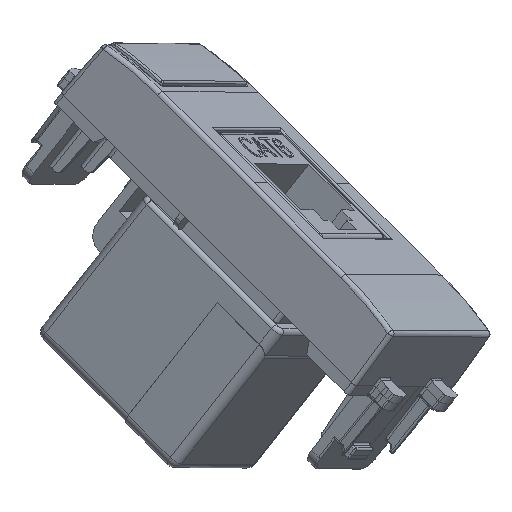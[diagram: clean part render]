
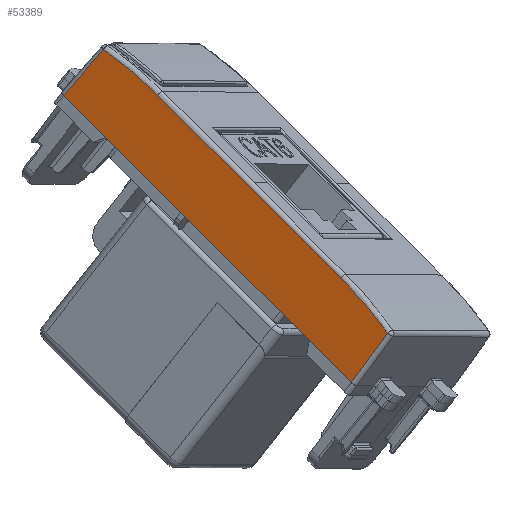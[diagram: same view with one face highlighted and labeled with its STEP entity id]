
A CAD part, isometric view. The second image highlights one B-rep face of the part: STEP entity #53389.
In plain terms, the highlighted face is planar.
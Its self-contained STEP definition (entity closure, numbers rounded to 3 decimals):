
#53334=CARTESIAN_POINT('Axis2P3D Location',(0.,11.175,1.275)) ;
#53340=CARTESIAN_POINT('Control Point',(-21.95,11.175,1.275)) ;
#53341=CARTESIAN_POINT('Control Point',(-21.669,11.063,7.713)) ;
#53342=CARTESIAN_POINT('Vertex',(-21.669,11.063,7.713)) ;
#53344=CARTESIAN_POINT('Vertex',(-21.95,11.175,1.275)) ;
#53348=CARTESIAN_POINT('Control Point',(-13.969,11.051,8.384)) ;
#53349=CARTESIAN_POINT('Control Point',(-16.549,11.051,8.384)) ;
#53350=CARTESIAN_POINT('Control Point',(-19.128,11.055,8.159)) ;
#53351=CARTESIAN_POINT('Control Point',(-21.669,11.063,7.713)) ;
#53352=CARTESIAN_POINT('Vertex',(-13.969,11.051,8.384)) ;
#53355=CARTESIAN_POINT('Line Origine',(0.,11.051,8.384)) ;
#53359=CARTESIAN_POINT('Vertex',(13.969,11.051,8.384)) ;
#53363=CARTESIAN_POINT('Control Point',(21.669,11.063,7.713)) ;
#53364=CARTESIAN_POINT('Control Point',(19.128,11.055,8.159)) ;
#53365=CARTESIAN_POINT('Control Point',(16.549,11.051,8.384)) ;
#53366=CARTESIAN_POINT('Control Point',(13.969,11.051,8.384)) ;
#53367=CARTESIAN_POINT('Vertex',(21.669,11.063,7.713)) ;
#53371=CARTESIAN_POINT('Control Point',(21.95,11.175,1.275)) ;
#53372=CARTESIAN_POINT('Control Point',(21.669,11.063,7.713)) ;
#53373=CARTESIAN_POINT('Vertex',(21.95,11.175,1.275)) ;
#53376=CARTESIAN_POINT('Line Origine',(0.,11.175,1.275)) ;
#53335=DIRECTION('Axis2P3D Direction',(0.,-1.,-0.017)) ;
#53336=DIRECTION('Axis2P3D XDirection',(-1.,0.,0.)) ;
#53356=DIRECTION('Vector Direction',(-1.,0.,0.)) ;
#53377=DIRECTION('Vector Direction',(-1.,0.,0.)) ;
#53337=AXIS2_PLACEMENT_3D('Plane Axis2P3D',#53334,#53335,#53336) ;
#53382=ORIENTED_EDGE('',*,*,#53346,.F.) ;
#53383=ORIENTED_EDGE('',*,*,#53354,.F.) ;
#53384=ORIENTED_EDGE('',*,*,#53361,.F.) ;
#53385=ORIENTED_EDGE('',*,*,#53369,.F.) ;
#53386=ORIENTED_EDGE('',*,*,#53375,.F.) ;
#53387=ORIENTED_EDGE('',*,*,#53380,.F.) ;
#53357=VECTOR('Line Direction',#53356,1.) ;
#53378=VECTOR('Line Direction',#53377,1.) ;
#53389=ADVANCED_FACE('PartBody',(#53388),#53338,.F.) ;
#53339=B_SPLINE_CURVE_WITH_KNOTS('',1,(#53340,#53341),.UNSPECIFIED.,.F.,.U.,(2,2),(-3.889,2.556),.UNSPECIFIED.) ;
#53347=B_SPLINE_CURVE_WITH_KNOTS('',3,(#53348,#53349,#53350,#53351),.UNSPECIFIED.,.F.,.U.,(4,4),(40.16,51.166),.UNSPECIFIED.) ;
#53362=B_SPLINE_CURVE_WITH_KNOTS('',3,(#53363,#53364,#53365,#53366),.UNSPECIFIED.,.F.,.U.,(4,4),(14.513,25.518),.UNSPECIFIED.) ;
#53370=B_SPLINE_CURVE_WITH_KNOTS('',1,(#53371,#53372),.UNSPECIFIED.,.F.,.U.,(2,2),(-3.889,2.556),.UNSPECIFIED.) ;
#53346=EDGE_CURVE('',#53343,#53345,#53339,.F.) ;
#53354=EDGE_CURVE('',#53353,#53343,#53347,.T.) ;
#53361=EDGE_CURVE('',#53360,#53353,#53358,.T.) ;
#53369=EDGE_CURVE('',#53368,#53360,#53362,.T.) ;
#53375=EDGE_CURVE('',#53374,#53368,#53370,.T.) ;
#53380=EDGE_CURVE('',#53345,#53374,#53379,.F.) ;
#53381=EDGE_LOOP('',(#53382,#53383,#53384,#53385,#53386,#53387)) ;
#53388=FACE_OUTER_BOUND('',#53381,.T.) ;
#53358=LINE('Line',#53355,#53357) ;
#53379=LINE('Line',#53376,#53378) ;
#53338=PLANE('',#53337) ;
#53343=VERTEX_POINT('',#53342) ;
#53345=VERTEX_POINT('',#53344) ;
#53353=VERTEX_POINT('',#53352) ;
#53360=VERTEX_POINT('',#53359) ;
#53368=VERTEX_POINT('',#53367) ;
#53374=VERTEX_POINT('',#53373) ;
